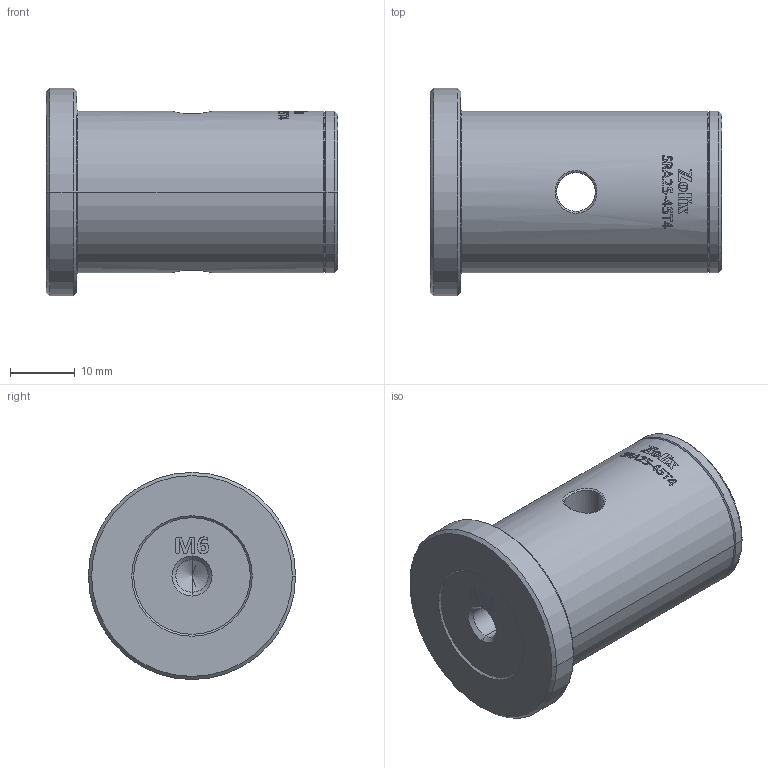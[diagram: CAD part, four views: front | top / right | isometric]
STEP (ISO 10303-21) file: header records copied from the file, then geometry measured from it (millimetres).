
FILE_DESCRIPTION (( 'STEP AP203' ), '1' );
FILE_NAME ('SRA25-45T4.STEP', '2025-07-18T03:31:35', ( '' ), ( '' ), 'SwSTEP 2.0', 'SolidWorks 2020', '' );
FILE_SCHEMA (( 'CONFIG_CONTROL_DESIGN' ));
Length unit declared in the file: millimetre
Products named in the file (1): SRA25-45T4
Bounding box: 45 x 32 x 32 mm (x, y, z)
Volume: 22345.4 mm3; surface area: 5920.8 mm2
Topology: 1 solids, 1 shells, 482 faces, 1307 edges, 856 vertices
Faces by surface type: bspline 296, plane 114, cylinder 40, cone 30, torus 2
Entity records: 27736 total; most frequent: CARTESIAN_POINT 18068, ORIENTED_EDGE 2598, EDGE_CURVE 1299, DIRECTION 929, B_SPLINE_CURVE_WITH_KNOTS 886, VERTEX_POINT 856, EDGE_LOOP 521, FACE_OUTER_BOUND 482
